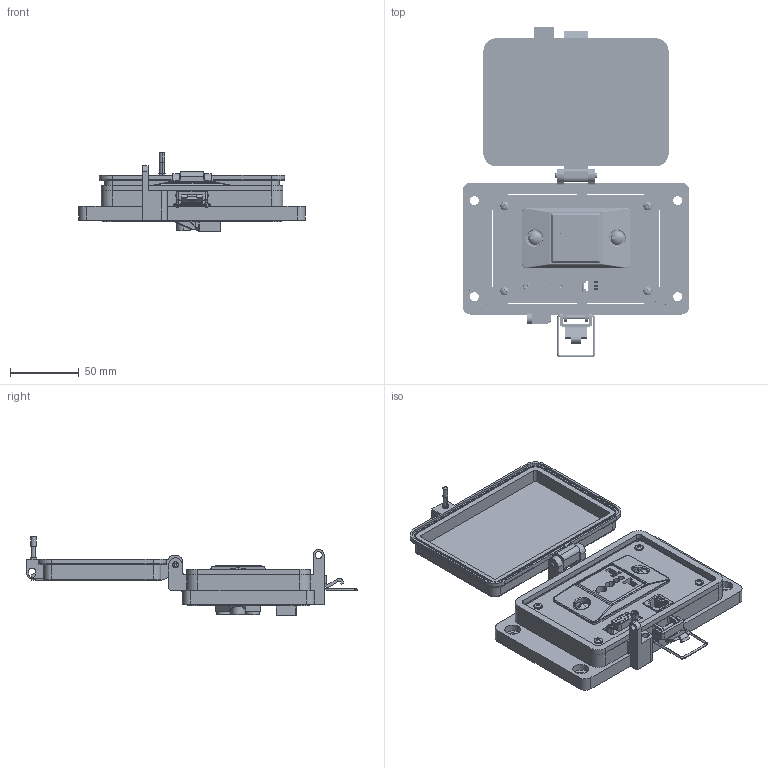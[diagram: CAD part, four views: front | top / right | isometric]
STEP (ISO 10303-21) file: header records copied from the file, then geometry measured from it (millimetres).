
FILE_DESCRIPTION (( 'STEP AP203' ), '1' );
FILE_NAME ('P-Q7R2-M2RUV0_3D.STEP', '2021-10-15T15:15:06', ( '' ), ( '' ), 'SwSTEP 2.0', 'SolidWorks 2019', '' );
FILE_SCHEMA (( 'CONFIG_CONTROL_DESIGN' ));
Length unit declared in the file: millimetre
Products named in the file (19): Z-300-RJ45CAT5; 92005A124_METRIC PAN HEAD PHILLIPS MACHINE SCREW_92005A124; Z-002-8321132HN_90675A009; Z-H-M2_B; RUV; P-Q7R2-M2RUV0_BP240_1; Z-001-SPR3_16HX; Q7; Z-000-4243316TFP; R2; Z-200-OTLT-RUV_bezel; P-Q7R2-M2RUV0_TP060_1; Z-200-OTLT-RUV; P-Q7R2-M2RUV0_3D; Z-BULK-DB9MF; Z-200-OTLT-RUV_outlet; -M2; Z-000-8323_4TH_90271A197; P-Q7R2-M2RUV0_FP060_1
Assembly tree (29 placements, depth 4):
  P-Q7R2-M2RUV0_3D
    P-Q7R2-M2RUV0_BP240_1
    P-Q7R2-M2RUV0_TP060_1
    Z-000-4243316TFP  x6
    Q7
      Z-BULK-DB9MF
      Z-001-SPR3_16HX  x2
    P-Q7R2-M2RUV0_FP060_1
    R2
      Z-300-RJ45CAT5
    RUV
      Z-200-OTLT-RUV
        Z-200-OTLT-RUV_bezel
        Z-200-OTLT-RUV_outlet
    Z-000-8323_4TH_90271A197  x2
    Z-002-8321132HN_90675A009  x2
    -M2
      Z-H-M2_B
    92005A124_METRIC PAN HEAD PHILLIPS MACHINE SCREW_92005A124  x4
Bounding box: 164.96 x 240.59 x 57.05 mm (x, y, z)
Volume: 283375.6 mm3; surface area: 191454.5 mm2
Topology: 38 solids, 38 shells, 3102 faces, 8449 edges, 5514 vertices
Faces by surface type: cylinder 1330, plane 1054, bspline 440, cone 230, sphere 26, torus 22
Entity records: 83431 total; most frequent: CARTESIAN_POINT 31917, ORIENTED_EDGE 11058, DIRECTION 9103, EDGE_CURVE 5529, VERTEX_POINT 3601, VECTOR 3065, LINE 3065, AXIS2_PLACEMENT_3D 3019
